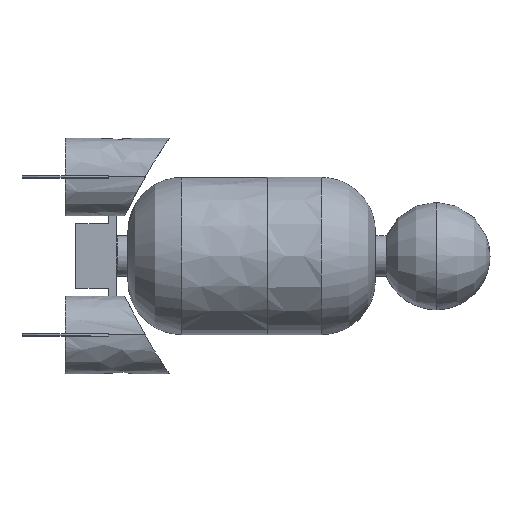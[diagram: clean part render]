
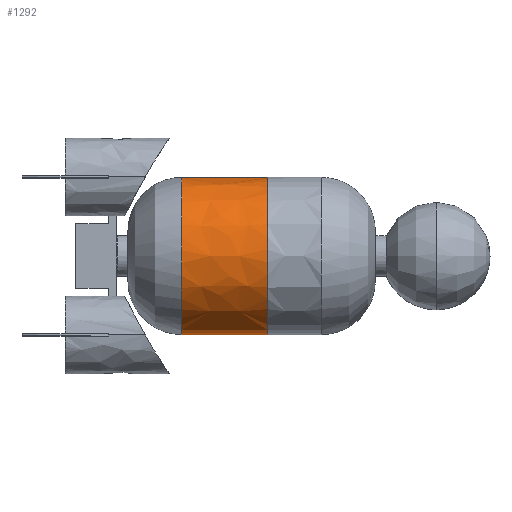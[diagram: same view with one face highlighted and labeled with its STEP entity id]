
A CAD part, top view. The second image highlights one B-rep face of the part: STEP entity #1292.
In plain terms, the highlighted free-form (B-spline) face has degree [3, 3] with [11, 4] control points.
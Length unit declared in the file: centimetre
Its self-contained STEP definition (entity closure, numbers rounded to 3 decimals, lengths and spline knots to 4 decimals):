
#98=ORIENTED_EDGE('trim curve',*,*,#662,.T.);
#99=ORIENTED_EDGE('trim curve',*,*,#659,.F.);
#100=ORIENTED_EDGE('trim curve',*,*,#657,.F.);
#101=ORIENTED_EDGE('trim curve',*,*,#661,.F.);
#499=VERTEX_POINT('Trimming Point',#2278);
#500=VERTEX_POINT('Trimming Point',#2297);
#501=VERTEX_POINT('Trimming Point',#2527);
#502=VERTEX_POINT('Trimming Point',#2534);
#657=EDGE_CURVE('Edge Curve',#500,#499,#880,.T.);
#659=EDGE_CURVE('Edge Curve',#499,#501,#882,.T.);
#661=EDGE_CURVE('Edge Curve',#502,#500,#884,.T.);
#662=EDGE_CURVE('Edge Curve',#502,#501,#885,.T.);
#880=(
BOUNDED_CURVE()
B_SPLINE_CURVE(3,(#2442,#2443,#2444,#2445,#2446,#2447,#2448,#2449,#2450,
#2451,#2452,#2453,#2454,#2455,#2456,#2457,#2458,#2459,#2460),.UNSPECIFIED.,
.U.,.U.)
B_SPLINE_CURVE_WITH_KNOTS((4,1,1,1,1,1,1,1,1,1,1,1,1,1,1,1,4),(0.5,0.5312,
0.5625,0.5937,0.625,0.6562,0.6875,
0.7187,0.75,0.7812,0.8125,
0.8437,0.875,0.9062,0.9375,
0.9687,1.),.UNSPECIFIED.)
CURVE()
GEOMETRIC_REPRESENTATION_ITEM()
RATIONAL_B_SPLINE_CURVE((1.,1.,1.,1.,1.,1.,1.,1.,1.,1.,1.,1.,1.,1.,1.,1.,
1.,1.,1.))
REPRESENTATION_ITEM('node#11')
);
#882=(
BOUNDED_CURVE()
B_SPLINE_CURVE(3,(#2524,#2525,#2526,#2527),.UNSPECIFIED.,.U.,.U.)
B_SPLINE_CURVE_WITH_KNOTS((4,4),(0.3425,1.),.UNSPECIFIED.)
CURVE()
GEOMETRIC_REPRESENTATION_ITEM()
RATIONAL_B_SPLINE_CURVE((1.,1.,1.,1.))
REPRESENTATION_ITEM('node#11')
);
#884=(
BOUNDED_CURVE()
B_SPLINE_CURVE(3,(#2535,#2536,#2537,#2538),.UNSPECIFIED.,.U.,.U.)
B_SPLINE_CURVE_WITH_KNOTS((4,4),(-1.,-0.3425),.UNSPECIFIED.)
CURVE()
GEOMETRIC_REPRESENTATION_ITEM()
RATIONAL_B_SPLINE_CURVE((1.,1.,1.,1.))
REPRESENTATION_ITEM('node#11')
);
#885=(
BOUNDED_CURVE()
B_SPLINE_CURVE(3,(#2583,#2584,#2585,#2586,#2587,#2588,#2589),.UNSPECIFIED.,
.U.,.U.)
B_SPLINE_CURVE_WITH_KNOTS((4,1,1,1,4),(6.,7.,8.,9.,10.),.UNSPECIFIED.)
CURVE()
GEOMETRIC_REPRESENTATION_ITEM()
RATIONAL_B_SPLINE_CURVE((1.,1.,1.,1.,1.,1.,1.))
REPRESENTATION_ITEM('node#11')
);
#1112=EDGE_LOOP('trim boundary',(#98,#99,#100,#101));
#1202=FACE_OUTER_BOUND('Boundary Edges',#1112,.T.);
#1292=ADVANCED_FACE('trim region',(#1202),#1435,.T.);
#1435=(
BOUNDED_SURFACE()
B_SPLINE_SURFACE(3,3,((#2539,#2540,#2541,#2542),(#2543,#2544,#2545,#2546),
(#2547,#2548,#2549,#2550),(#2551,#2552,#2553,#2554),(#2555,#2556,#2557,#2558),
(#2559,#2560,#2561,#2562),(#2563,#2564,#2565,#2566),(#2567,#2568,#2569,#2570),
(#2571,#2572,#2573,#2574),(#2575,#2576,#2577,#2578),(#2579,#2580,#2581,#2582)),
.UNSPECIFIED.,.U.,.U.,.U.)
B_SPLINE_SURFACE_WITH_KNOTS((4,1,1,1,1,1,1,1,4),(4,4),(2.,3.,4.,5.,6.,7.,
8.,9.,10.),(0.,1.),.UNSPECIFIED.)
GEOMETRIC_REPRESENTATION_ITEM()
RATIONAL_B_SPLINE_SURFACE(((1.,1.,1.,1.),(1.,1.,1.,1.),(1.,1.,1.,1.),(1.,
1.,1.,1.),(1.,1.,1.,1.),(1.,1.,1.,1.),(1.,1.,1.,1.),(1.,1.,1.,1.),(1.,1.,
1.,1.),(1.,1.,1.,1.),(1.,1.,1.,1.)))
REPRESENTATION_ITEM('trim region')
SURFACE()
);
#2278=CARTESIAN_POINT('CVs',(-3.6432,7.3,0.));
#2297=CARTESIAN_POINT('CVs',(-3.6432,-7.3,0.));
#2442=CARTESIAN_POINT('CVs',(-3.6432,-7.3,0.));
#2443=CARTESIAN_POINT('CVs',(-3.6434,-7.2999,0.4802));
#2444=CARTESIAN_POINT('CVs',(-3.6434,-7.1997,1.4406));
#2445=CARTESIAN_POINT('CVs',(-3.6434,-6.7772,2.8072));
#2446=CARTESIAN_POINT('CVs',(-3.6434,-6.1096,4.0723));
#2447=CARTESIAN_POINT('CVs',(-3.6434,-5.1973,5.1973));
#2448=CARTESIAN_POINT('CVs',(-3.6434,-4.0723,6.1096));
#2449=CARTESIAN_POINT('CVs',(-3.6434,-2.8072,6.7772));
#2450=CARTESIAN_POINT('CVs',(-3.6434,-1.4406,7.1996));
#2451=CARTESIAN_POINT('CVs',(-3.6434,0.,7.3501));
#2452=CARTESIAN_POINT('CVs',(-3.6434,1.4406,7.1996));
#2453=CARTESIAN_POINT('CVs',(-3.6434,2.8072,6.7773));
#2454=CARTESIAN_POINT('CVs',(-3.6434,4.0723,6.1094));
#2455=CARTESIAN_POINT('CVs',(-3.6434,5.1973,5.1975));
#2456=CARTESIAN_POINT('CVs',(-3.6434,6.1096,4.0717));
#2457=CARTESIAN_POINT('CVs',(-3.6434,6.7771,2.8082));
#2458=CARTESIAN_POINT('CVs',(-3.6434,7.1998,1.4386));
#2459=CARTESIAN_POINT('CVs',(-3.6434,7.2998,0.4822));
#2460=CARTESIAN_POINT('CVs',(-3.6432,7.3,0.));
#2524=CARTESIAN_POINT('CVs',(-3.6432,7.3,0.));
#2525=CARTESIAN_POINT('CVs',(-0.9772,7.3,0.));
#2526=CARTESIAN_POINT('CVs',(1.6884,7.3,0.));
#2527=CARTESIAN_POINT('CVs',(4.354,7.3,0.));
#2534=CARTESIAN_POINT('CVs',(4.354,-7.3,0.));
#2535=CARTESIAN_POINT('CVs',(4.354,-7.3,0.));
#2536=CARTESIAN_POINT('CVs',(1.6884,-7.3,0.));
#2537=CARTESIAN_POINT('CVs',(-0.9772,-7.3,0.));
#2538=CARTESIAN_POINT('CVs',(-3.6432,-7.3,0.));
#2539=CARTESIAN_POINT('CVs',(-7.8078,7.3,0.));
#2540=CARTESIAN_POINT('CVs',(-3.7539,7.3,0.));
#2541=CARTESIAN_POINT('CVs',(0.3,7.3,0.));
#2542=CARTESIAN_POINT('CVs',(4.354,7.3,0.));
#2543=CARTESIAN_POINT('CVs',(-7.8078,7.3,1.9068));
#2544=CARTESIAN_POINT('CVs',(-3.7539,7.3,1.9068));
#2545=CARTESIAN_POINT('CVs',(0.3,7.3,1.9068));
#2546=CARTESIAN_POINT('CVs',(4.354,7.3,1.9068));
#2547=CARTESIAN_POINT('CVs',(-7.8078,5.7204,5.7204));
#2548=CARTESIAN_POINT('CVs',(-3.7539,5.7204,5.7204));
#2549=CARTESIAN_POINT('CVs',(0.3,5.7204,5.7204));
#2550=CARTESIAN_POINT('CVs',(4.354,5.7204,5.7204));
#2551=CARTESIAN_POINT('CVs',(-7.8078,0.,8.0898));
#2552=CARTESIAN_POINT('CVs',(-3.7539,0.,8.0898));
#2553=CARTESIAN_POINT('CVs',(0.3,0.,8.0898));
#2554=CARTESIAN_POINT('CVs',(4.354,0.,8.0898));
#2555=CARTESIAN_POINT('CVs',(-7.8078,-5.7204,5.7204));
#2556=CARTESIAN_POINT('CVs',(-3.7539,-5.7204,5.7204));
#2557=CARTESIAN_POINT('CVs',(0.3,-5.7204,5.7204));
#2558=CARTESIAN_POINT('CVs',(4.354,-5.7204,5.7204));
#2559=CARTESIAN_POINT('CVs',(-7.8078,-8.0898,0.));
#2560=CARTESIAN_POINT('CVs',(-3.7539,-8.0898,0.));
#2561=CARTESIAN_POINT('CVs',(0.3,-8.0898,0.));
#2562=CARTESIAN_POINT('CVs',(4.354,-8.0898,0.));
#2563=CARTESIAN_POINT('CVs',(-7.8078,-5.7204,-5.7204));
#2564=CARTESIAN_POINT('CVs',(-3.7539,-5.7204,-5.7204));
#2565=CARTESIAN_POINT('CVs',(0.3,-5.7204,-5.7204));
#2566=CARTESIAN_POINT('CVs',(4.354,-5.7204,-5.7204));
#2567=CARTESIAN_POINT('CVs',(-7.8078,0.,-8.0898));
#2568=CARTESIAN_POINT('CVs',(-3.7539,0.,-8.0898));
#2569=CARTESIAN_POINT('CVs',(0.3,0.,-8.0898));
#2570=CARTESIAN_POINT('CVs',(4.354,0.,-8.0898));
#2571=CARTESIAN_POINT('CVs',(-7.8078,5.7204,-5.7204));
#2572=CARTESIAN_POINT('CVs',(-3.7539,5.7204,-5.7204));
#2573=CARTESIAN_POINT('CVs',(0.3,5.7204,-5.7204));
#2574=CARTESIAN_POINT('CVs',(4.354,5.7204,-5.7204));
#2575=CARTESIAN_POINT('CVs',(-7.8078,7.3,-1.9068));
#2576=CARTESIAN_POINT('CVs',(-3.7539,7.3,-1.9068));
#2577=CARTESIAN_POINT('CVs',(0.3,7.3,-1.9068));
#2578=CARTESIAN_POINT('CVs',(4.354,7.3,-1.9068));
#2579=CARTESIAN_POINT('CVs',(-7.8078,7.3,0.));
#2580=CARTESIAN_POINT('CVs',(-3.7539,7.3,0.));
#2581=CARTESIAN_POINT('CVs',(0.3,7.3,0.));
#2582=CARTESIAN_POINT('CVs',(4.354,7.3,0.));
#2583=CARTESIAN_POINT('CVs',(4.354,-7.3,0.));
#2584=CARTESIAN_POINT('CVs',(4.354,-7.3,1.9068));
#2585=CARTESIAN_POINT('CVs',(4.354,-5.7204,5.7204));
#2586=CARTESIAN_POINT('CVs',(4.354,0.,8.0898));
#2587=CARTESIAN_POINT('CVs',(4.354,5.7204,5.7204));
#2588=CARTESIAN_POINT('CVs',(4.354,7.3,1.9068));
#2589=CARTESIAN_POINT('CVs',(4.354,7.3,0.));
